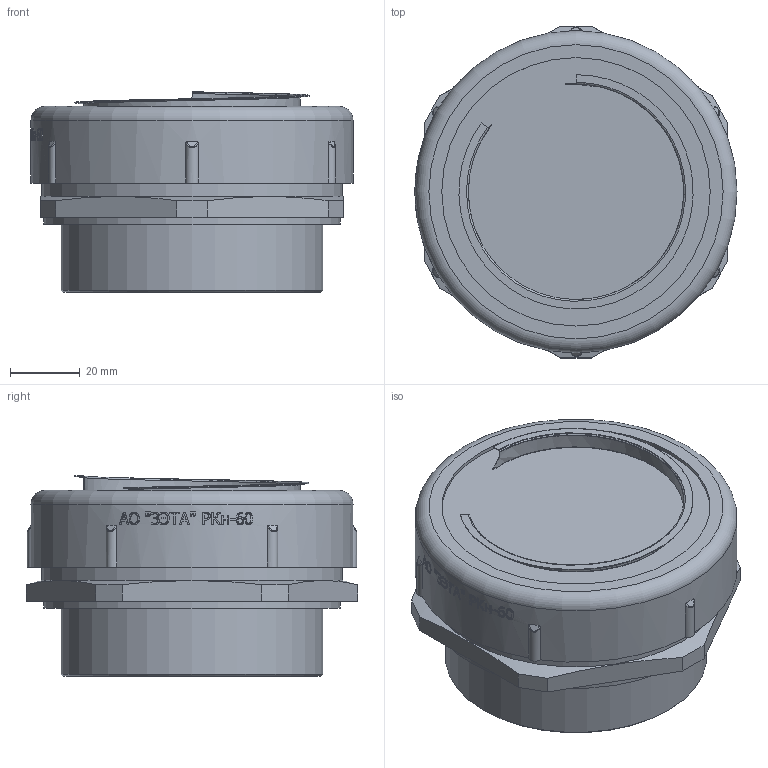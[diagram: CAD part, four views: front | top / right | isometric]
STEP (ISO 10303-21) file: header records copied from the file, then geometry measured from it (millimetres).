
FILE_DESCRIPTION(/* description */ (''),/* implementation_level */ '2;1');
FILE_NAME(/* name */ 'РКН -60.stp',/* time_stamp */ '2019-04-29T12:29:01+07:00',/* author */ ('zeta-09'),/* organization */ (''),/* preprocessor_version */ 'ST-DEVELOPER v17',/* originating_system */ 'Autodesk Inventor 2019',/* authorisation */ '');
FILE_SCHEMA (('AUTOMOTIVE_DESIGN { 1 0 10303 214 3 1 1 }'));
Length unit declared in the file: millimetre
Products named in the file (1): РКН -10
Bounding box: 92.4 x 95.23 x 57.5 mm (x, y, z)
Volume: 284615.6 mm3; surface area: 31340.7 mm2
Topology: 1 solids, 1 shells, 265 faces, 714 edges, 478 vertices
Faces by surface type: bspline 117, plane 99, cylinder 39, cone 9, torus 1
Full cylindrical faces by diameter (mm): 71 x1, 75 x1, 77 x1, 85 x1, 86.4 x1, 92.4 x1
Entity records: 11873 total; most frequent: CARTESIAN_POINT 5850, ORIENTED_EDGE 1428, DIRECTION 905, EDGE_CURVE 714, VERTEX_POINT 478, AXIS2_PLACEMENT_3D 304, LINE 297, VECTOR 297
